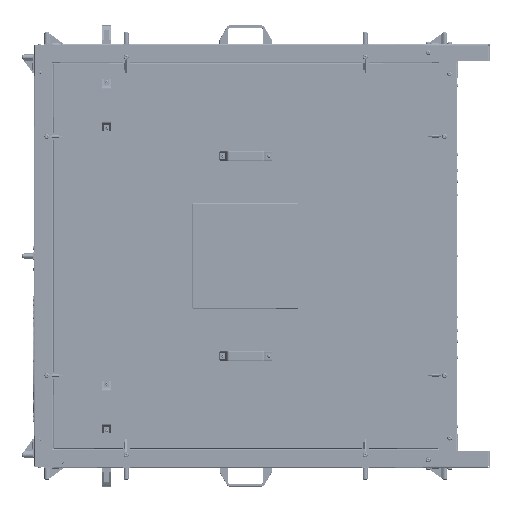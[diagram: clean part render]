
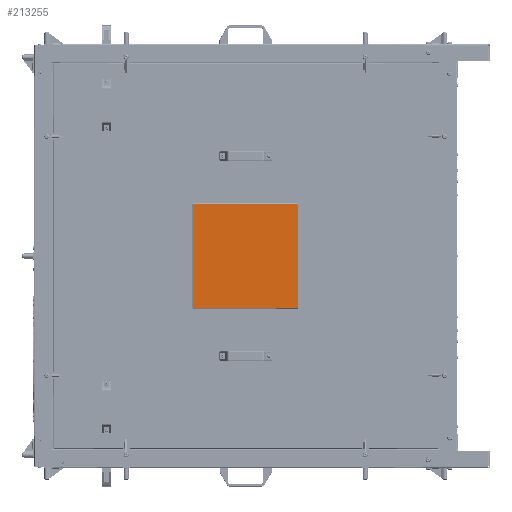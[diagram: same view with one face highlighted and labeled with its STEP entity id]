
A CAD part, left-side view. The second image highlights one B-rep face of the part: STEP entity #213255.
In plain terms, the highlighted planar face has unit normal (-1, 0, 0).
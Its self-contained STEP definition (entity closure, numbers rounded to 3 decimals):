
#12633=PLANE('',#231951);
#26044=FACE_OUTER_BOUND('',#38942,.T.);
#38942=EDGE_LOOP('',(#183530,#183531,#183532,#183533));
#56727=LINE('',#373655,#74466);
#56728=LINE('',#373657,#74467);
#56729=LINE('',#373659,#74468);
#56730=LINE('',#373660,#74469);
#74466=VECTOR('',#284758,10.);
#74467=VECTOR('',#284759,10.);
#74468=VECTOR('',#284760,10.);
#74469=VECTOR('',#284761,10.);
#101028=VERTEX_POINT('',#373653);
#101029=VERTEX_POINT('',#373654);
#101030=VERTEX_POINT('',#373656);
#101031=VERTEX_POINT('',#373658);
#129105=EDGE_CURVE('',#101028,#101029,#56727,.T.);
#129106=EDGE_CURVE('',#101029,#101030,#56728,.T.);
#129107=EDGE_CURVE('',#101030,#101031,#56729,.T.);
#129108=EDGE_CURVE('',#101028,#101031,#56730,.T.);
#183530=ORIENTED_EDGE('',*,*,#129105,.T.);
#183531=ORIENTED_EDGE('',*,*,#129106,.T.);
#183532=ORIENTED_EDGE('',*,*,#129107,.T.);
#183533=ORIENTED_EDGE('',*,*,#129108,.F.);
#213255=ADVANCED_FACE('',(#26044),#12633,.T.);
#231951=AXIS2_PLACEMENT_3D('',#373652,#284756,#284757);
#284756=DIRECTION('center_axis',(-1.,0.,0.));
#284757=DIRECTION('ref_axis',(0.,0.,
1.));
#284758=DIRECTION('',(0.,1.,0.));
#284759=DIRECTION('',(0.,0.,-1.));
#284760=DIRECTION('',(0.,-1.,0.));
#284761=DIRECTION('',(0.,0.,-1.));
#373652=CARTESIAN_POINT('Origin',(-702.85,2.05,-0.05));
#373653=CARTESIAN_POINT('',(-702.85,-147.95,148.45));
#373654=CARTESIAN_POINT('',(-702.85,150.55,148.45));
#373655=CARTESIAN_POINT('',(-702.85,-72.95,148.45));
#373656=CARTESIAN_POINT('',(-702.85,150.55,-148.55));
#373657=CARTESIAN_POINT('',(-702.85,150.55,74.2));
#373658=CARTESIAN_POINT('',(-702.85,-147.95,-148.55));
#373659=CARTESIAN_POINT('',(-702.85,76.3,-148.55));
#373660=CARTESIAN_POINT('',(-702.85,-147.95,149.95));
